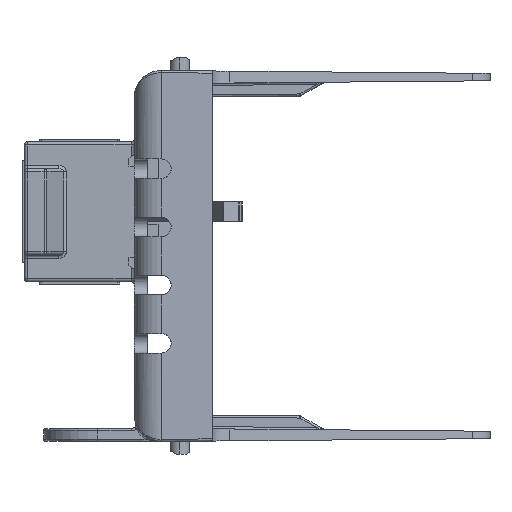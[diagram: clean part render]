
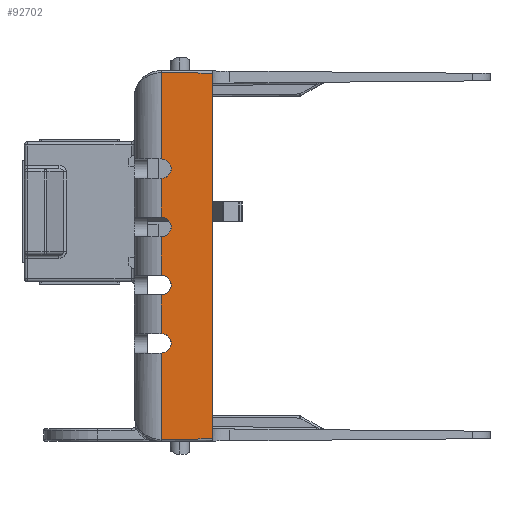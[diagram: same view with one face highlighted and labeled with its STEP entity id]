
A CAD part, left-side view. The second image highlights one B-rep face of the part: STEP entity #92702.
In plain terms, the highlighted planar face has unit normal (-1, -0.009, 0).
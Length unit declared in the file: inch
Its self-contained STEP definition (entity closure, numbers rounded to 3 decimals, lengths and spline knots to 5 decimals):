
#165 = ORIENTED_EDGE ( 'NONE', *, *, #105656, .F. ) ;
#612 = CARTESIAN_POINT ( 'NONE',  ( -2.47543, 0.04891, 0.405 ) ) ;
#1845 = EDGE_CURVE ( 'NONE', #66434, #97755, #16359, .T. ) ;
#4062 = AXIS2_PLACEMENT_3D ( 'NONE', #612, #75269, #103356 ) ;
#4126 = CARTESIAN_POINT ( 'NONE',  ( -2.475, 0., -0.86 ) ) ;
#7115 = CARTESIAN_POINT ( 'NONE',  ( -2.47338, -0.18609, -0.86 ) ) ;
#7206 = DIRECTION ( 'NONE',  ( -1., -0.009, 0. ) ) ;
#8893 = LINE ( 'NONE', #7115, #102678 ) ;
#10582 = VERTEX_POINT ( 'NONE', #66160 ) ;
#14072 = DIRECTION ( 'NONE',  ( 0., 0., -1. ) ) ;
#16359 = LINE ( 'NONE', #34128, #61351 ) ;
#19092 = DIRECTION ( 'NONE',  ( 0.009, -1., 0. ) ) ;
#23679 = FACE_OUTER_BOUND ( 'NONE', #62971, .T. ) ;
#24746 = CARTESIAN_POINT ( 'NONE',  ( -2.47487, -0.01492, 0.84987 ) ) ;
#25315 = ORIENTED_EDGE ( 'NONE', *, *, #69161, .T. ) ;
#25526 = LINE ( 'NONE', #81827, #96044 ) ;
#25977 = VECTOR ( 'NONE', #39158, 39.37008 ) ;
#27541 = VERTEX_POINT ( 'NONE', #87989 ) ;
#28270 = CIRCLE ( 'NONE', #75111, 0.045 ) ;
#29712 = LINE ( 'NONE', #68264, #54755 ) ;
#34128 = CARTESIAN_POINT ( 'NONE',  ( -2.47543, 0.04891, -0.86 ) ) ;
#36417 = VECTOR ( 'NONE', #14072, 39.37008 ) ;
#39158 = DIRECTION ( 'NONE',  ( 0.009, -1., 0.009 ) ) ;
#39163 = DIRECTION ( 'NONE',  ( -1., -0.009, 0. ) ) ;
#39232 = VERTEX_POINT ( 'NONE', #79831 ) ;
#43115 = LINE ( 'NONE', #90816, #104539 ) ;
#45315 = CARTESIAN_POINT ( 'NONE',  ( -2.47543, 0.04891, -0.18 ) ) ;
#46206 = DIRECTION ( 'NONE',  ( 0., 0., 1. ) ) ;
#46533 = DIRECTION ( 'NONE',  ( 0.009, -1., 0. ) ) ;
#47813 = DIRECTION ( 'NONE',  ( -1., -0.009, 0. ) ) ;
#50206 = EDGE_CURVE ( 'NONE', #66434, #96394, #120208, .T. ) ;
#52891 = CIRCLE ( 'NONE', #4062, 0.045 ) ;
#53101 = DIRECTION ( 'NONE',  ( 0.009, -1., 0. ) ) ;
#54755 = VECTOR ( 'NONE', #77466, 39.37008 ) ;
#57002 = CARTESIAN_POINT ( 'NONE',  ( -2.47543, 0.04891, -0.405 ) ) ;
#58038 = EDGE_CURVE ( 'NONE', #39232, #59655, #25526, .T. ) ;
#58384 = CARTESIAN_POINT ( 'NONE',  ( -2.47543, 0.04891, 0.09 ) ) ;
#59655 = VERTEX_POINT ( 'NONE', #119406 ) ;
#61032 = DIRECTION ( 'NONE',  ( -1., -0.009, 0. ) ) ;
#61033 = CARTESIAN_POINT ( 'NONE',  ( -2.47338, -0.18609, 0.84838 ) ) ;
#61351 = VECTOR ( 'NONE', #81249, 39.37008 ) ;
#62100 = DIRECTION ( 'NONE',  ( -0.009, 1., 0.009 ) ) ;
#62793 = EDGE_CURVE ( 'NONE', #97846, #97755, #28270, .T. ) ;
#62885 = DIRECTION ( 'NONE',  ( 0., 0., -1. ) ) ;
#62971 = EDGE_LOOP ( 'NONE', ( #25315, #103746, #81842, #90804, #63729, #87496, #101843, #106152, #85230, #165, #67891, #84206 ) ) ;
#63729 = ORIENTED_EDGE ( 'NONE', *, *, #112679, .T. ) ;
#66124 = CARTESIAN_POINT ( 'NONE',  ( -2.475, 0.00009, -0.85 ) ) ;
#66160 = CARTESIAN_POINT ( 'NONE',  ( -2.47543, 0.04891, 0.36 ) ) ;
#66434 = VERTEX_POINT ( 'NONE', #58384 ) ;
#67891 = ORIENTED_EDGE ( 'NONE', *, *, #86572, .T. ) ;
#68264 = CARTESIAN_POINT ( 'NONE',  ( -2.47543, 0.04891, -0.86 ) ) ;
#69161 = EDGE_CURVE ( 'NONE', #88744, #99682, #8893, .T. ) ;
#72014 = DIRECTION ( 'NONE',  ( 0.009, -1., 0. ) ) ;
#72292 = CARTESIAN_POINT ( 'NONE',  ( -2.47543, 0.04891, -0.09 ) ) ;
#73753 = CARTESIAN_POINT ( 'NONE',  ( -2.47543, 0.04891, -0.45 ) ) ;
#74285 = AXIS2_PLACEMENT_3D ( 'NONE', #4126, #61032, #72014 ) ;
#75111 = AXIS2_PLACEMENT_3D ( 'NONE', #85657, #39163, #46533 ) ;
#75269 = DIRECTION ( 'NONE',  ( -1., -0.009, 0. ) ) ;
#77466 = DIRECTION ( 'NONE',  ( 0., 0., -1. ) ) ;
#78029 = VERTEX_POINT ( 'NONE', #73753 ) ;
#79819 = EDGE_CURVE ( 'NONE', #99682, #39232, #109142, .T. ) ;
#79831 = CARTESIAN_POINT ( 'NONE',  ( -2.47543, 0.04891, 0.85043 ) ) ;
#80655 = CARTESIAN_POINT ( 'NONE',  ( -2.47543, 0.04891, 0.135 ) ) ;
#81249 = DIRECTION ( 'NONE',  ( 0., 0., -1. ) ) ;
#81827 = CARTESIAN_POINT ( 'NONE',  ( -2.47543, 0.04891, -0.86 ) ) ;
#81842 = ORIENTED_EDGE ( 'NONE', *, *, #58038, .T. ) ;
#83145 = AXIS2_PLACEMENT_3D ( 'NONE', #80655, #7206, #53101 ) ;
#84206 = ORIENTED_EDGE ( 'NONE', *, *, #100186, .T. ) ;
#84814 = CARTESIAN_POINT ( 'NONE',  ( -2.47543, 0.04891, -0.85043 ) ) ;
#85230 = ORIENTED_EDGE ( 'NONE', *, *, #110661, .T. ) ;
#85657 = CARTESIAN_POINT ( 'NONE',  ( -2.47543, 0.04891, -0.135 ) ) ;
#86572 = EDGE_CURVE ( 'NONE', #78029, #103374, #43115, .T. ) ;
#87496 = ORIENTED_EDGE ( 'NONE', *, *, #50206, .F. ) ;
#87989 = CARTESIAN_POINT ( 'NONE',  ( -2.47543, 0.04891, -0.36 ) ) ;
#88744 = VERTEX_POINT ( 'NONE', #94839 ) ;
#90804 = ORIENTED_EDGE ( 'NONE', *, *, #93400, .F. ) ;
#90816 = CARTESIAN_POINT ( 'NONE',  ( -2.47543, 0.04891, -0.86 ) ) ;
#92702 = ADVANCED_FACE ( 'NONE', ( #23679 ), #100111, .T. ) ;
#93400 = EDGE_CURVE ( 'NONE', #10582, #59655, #52891, .T. ) ;
#94839 = CARTESIAN_POINT ( 'NONE',  ( -2.47338, -0.18609, -0.84838 ) ) ;
#95413 = LINE ( 'NONE', #66124, #25977 ) ;
#96044 = VECTOR ( 'NONE', #62885, 39.37008 ) ;
#96394 = VERTEX_POINT ( 'NONE', #107424 ) ;
#97273 = CARTESIAN_POINT ( 'NONE',  ( -2.47543, 0.04891, -0.86 ) ) ;
#97755 = VERTEX_POINT ( 'NONE', #72292 ) ;
#97846 = VERTEX_POINT ( 'NONE', #45315 ) ;
#99682 = VERTEX_POINT ( 'NONE', #61033 ) ;
#100111 = PLANE ( 'NONE',  #74285 ) ;
#100186 = EDGE_CURVE ( 'NONE', #103374, #88744, #95413, .T. ) ;
#101843 = ORIENTED_EDGE ( 'NONE', *, *, #1845, .T. ) ;
#102678 = VECTOR ( 'NONE', #46206, 39.37008 ) ;
#103356 = DIRECTION ( 'NONE',  ( 0.009, -1., 0. ) ) ;
#103374 = VERTEX_POINT ( 'NONE', #84814 ) ;
#103746 = ORIENTED_EDGE ( 'NONE', *, *, #79819, .T. ) ;
#104539 = VECTOR ( 'NONE', #117103, 39.37008 ) ;
#105656 = EDGE_CURVE ( 'NONE', #78029, #27541, #116319, .T. ) ;
#106152 = ORIENTED_EDGE ( 'NONE', *, *, #62793, .F. ) ;
#107424 = CARTESIAN_POINT ( 'NONE',  ( -2.47543, 0.04891, 0.18 ) ) ;
#108568 = AXIS2_PLACEMENT_3D ( 'NONE', #57002, #47813, #19092 ) ;
#109142 = LINE ( 'NONE', #24746, #115936 ) ;
#110661 = EDGE_CURVE ( 'NONE', #97846, #27541, #116810, .T. ) ;
#112679 = EDGE_CURVE ( 'NONE', #10582, #96394, #29712, .T. ) ;
#115936 = VECTOR ( 'NONE', #62100, 39.37008 ) ;
#116319 = CIRCLE ( 'NONE', #108568, 0.045 ) ;
#116810 = LINE ( 'NONE', #97273, #36417 ) ;
#117103 = DIRECTION ( 'NONE',  ( 0., 0., -1. ) ) ;
#119406 = CARTESIAN_POINT ( 'NONE',  ( -2.47543, 0.04891, 0.45 ) ) ;
#120208 = CIRCLE ( 'NONE', #83145, 0.045 ) ;
